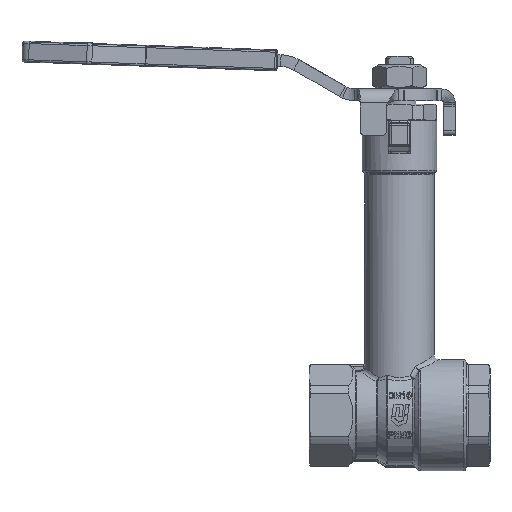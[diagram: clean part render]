
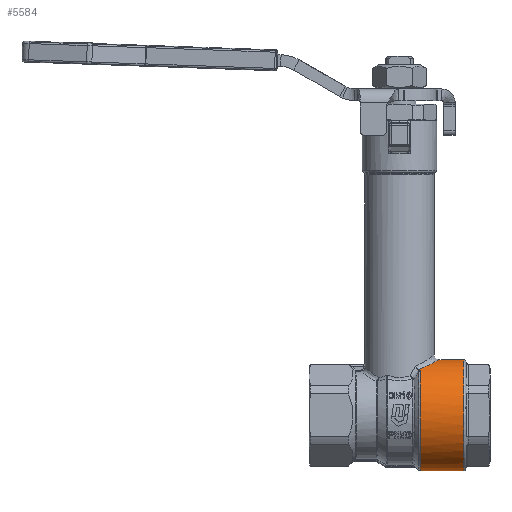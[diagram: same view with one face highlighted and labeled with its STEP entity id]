
A CAD part, front view. The second image highlights one B-rep face of the part: STEP entity #5584.
In plain terms, the highlighted cylindrical face has radius 12 mm (diameter 24 mm), a full revolution.
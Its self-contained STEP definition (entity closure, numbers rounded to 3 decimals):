
#5290=CARTESIAN_POINT('',(13.8,-12.,0.));
#5291=VERTEX_POINT('',#5290);
#5299=CARTESIAN_POINT('',(13.8,-0.,-12.));
#5300=VERTEX_POINT('',#5299);
#5301=CARTESIAN_POINT('',(13.8,-0.,-0.));
#5302=DIRECTION('',(1.,-0.,-0.));
#5303=DIRECTION('',(-0.,-1.,0.));
#5304=AXIS2_PLACEMENT_3D('',#5301,#5302,#5303);
#5305=CIRCLE('',#5304,12.);
#5306=EDGE_CURVE('',#5291,#5300,#5305,.T.);
#5308=CARTESIAN_POINT('',(13.8,12.,-0.));
#5309=VERTEX_POINT('',#5308);
#5310=CARTESIAN_POINT('',(13.8,-0.,-0.));
#5311=DIRECTION('',(1.,-0.,-0.));
#5312=DIRECTION('',(-0.,-1.,0.));
#5313=AXIS2_PLACEMENT_3D('',#5310,#5311,#5312);
#5314=CIRCLE('',#5313,12.);
#5315=EDGE_CURVE('',#5300,#5309,#5314,.T.);
#5317=CARTESIAN_POINT('',(13.8,0.,12.));
#5318=VERTEX_POINT('',#5317);
#5319=CARTESIAN_POINT('',(13.8,-0.,-0.));
#5320=DIRECTION('',(1.,-0.,-0.));
#5321=DIRECTION('',(-0.,-1.,0.));
#5322=AXIS2_PLACEMENT_3D('',#5319,#5320,#5321);
#5323=CIRCLE('',#5322,12.);
#5324=EDGE_CURVE('',#5309,#5318,#5323,.T.);
#5326=CARTESIAN_POINT('',(13.8,-0.,-0.));
#5327=DIRECTION('',(1.,-0.,-0.));
#5328=DIRECTION('',(-0.,-1.,0.));
#5329=AXIS2_PLACEMENT_3D('',#5326,#5327,#5328);
#5330=CIRCLE('',#5329,12.);
#5331=EDGE_CURVE('',#5318,#5291,#5330,.T.);
#5470=CARTESIAN_POINT('',(13.15,-0.,-0.));
#5471=DIRECTION('',(-1.,0.,0.));
#5472=DIRECTION('',(-0.,-0.,-1.));
#5473=AXIS2_PLACEMENT_3D('',#5470,#5471,#5472);
#5474=CYLINDRICAL_SURFACE('',#5473,12.);
#5475=CARTESIAN_POINT('',(4.457,-0.,-12.));
#5476=VERTEX_POINT('',#5475);
#5477=CARTESIAN_POINT('',(4.457,-0.,-12.));
#5478=DIRECTION('',(1.,-0.,-0.));
#5479=VECTOR('',#5478,9.343);
#5480=LINE('',#5477,#5479);
#5481=EDGE_CURVE('',#5476,#5300,#5480,.T.);
#5482=ORIENTED_EDGE('',*,*,#5481,.T.);
#5483=ORIENTED_EDGE('',*,*,#5306,.F.);
#5484=ORIENTED_EDGE('',*,*,#5331,.F.);
#5485=ORIENTED_EDGE('',*,*,#5324,.F.);
#5486=ORIENTED_EDGE('',*,*,#5315,.F.);
#5487=ORIENTED_EDGE('',*,*,#5481,.F.);
#5488=CARTESIAN_POINT('',(4.457,7.444,9.412));
#5489=VERTEX_POINT('',#5488);
#5490=CARTESIAN_POINT('',(4.457,0.,-0.));
#5491=DIRECTION('',(-1.,0.,0.));
#5492=DIRECTION('',(-0.,-0.,-1.));
#5493=AXIS2_PLACEMENT_3D('',#5490,#5491,#5492);
#5494=CIRCLE('',#5493,12.);
#5495=EDGE_CURVE('',#5489,#5476,#5494,.T.);
#5496=ORIENTED_EDGE('',*,*,#5495,.F.);
#5497=CARTESIAN_POINT('',(4.211,6.816,9.877));
#5498=VERTEX_POINT('',#5497);
#5499=CARTESIAN_POINT('',(4.211,6.816,9.877));
#5500=CARTESIAN_POINT('',(4.302,6.901,9.818));
#5501=CARTESIAN_POINT('',(4.363,7.003,9.745));
#5502=CARTESIAN_POINT('',(4.402,7.112,9.666));
#5503=CARTESIAN_POINT('',(4.441,7.22,9.586));
#5504=CARTESIAN_POINT('',(4.457,7.334,9.499));
#5505=CARTESIAN_POINT('',(4.457,7.444,9.412));
#5506=B_SPLINE_CURVE_WITH_KNOTS('',3,(#5499,#5500,#5501,#5502,#5503,#5504,#5505),.UNSPECIFIED.,.F.,.F.,(4,3,4),(0.,0.04,0.081),.UNSPECIFIED.);
#5507=EDGE_CURVE('',#5498,#5489,#5506,.T.);
#5508=ORIENTED_EDGE('',*,*,#5507,.F.);
#5509=CARTESIAN_POINT('',(4.25,6.795,9.891));
#5510=VERTEX_POINT('',#5509);
#5511=CARTESIAN_POINT('',(4.211,6.816,9.877));
#5512=CARTESIAN_POINT('',(4.224,6.809,9.881));
#5513=CARTESIAN_POINT('',(4.237,6.802,9.886));
#5514=CARTESIAN_POINT('',(4.25,6.795,9.891));
#5515=B_SPLINE_CURVE_WITH_KNOTS('',3,(#5511,#5512,#5513,#5514),.UNSPECIFIED.,.F.,.F.,(4,4),(0.,1.),.UNSPECIFIED.);
#5516=EDGE_CURVE('',#5498,#5510,#5515,.T.);
#5517=ORIENTED_EDGE('',*,*,#5516,.T.);
#5518=CARTESIAN_POINT('',(8.499,-0.,12.));
#5519=VERTEX_POINT('',#5518);
#5520=CARTESIAN_POINT('',(8.499,-0.,12.));
#5521=CARTESIAN_POINT('',(8.499,0.712,12.));
#5522=CARTESIAN_POINT('',(8.395,1.42,11.935));
#5523=CARTESIAN_POINT('',(8.193,2.092,11.816));
#5524=CARTESIAN_POINT('',(7.991,2.763,11.697));
#5525=CARTESIAN_POINT('',(7.694,3.402,11.525));
#5526=CARTESIAN_POINT('',(7.318,3.99,11.317));
#5527=CARTESIAN_POINT('',(6.942,4.577,11.11));
#5528=CARTESIAN_POINT('',(6.488,5.114,10.869));
#5529=CARTESIAN_POINT('',(5.973,5.584,10.622));
#5530=CARTESIAN_POINT('',(5.457,6.055,10.374));
#5531=CARTESIAN_POINT('',(4.88,6.46,10.121));
#5532=CARTESIAN_POINT('',(4.25,6.795,9.891));
#5533=B_SPLINE_CURVE_WITH_KNOTS('',3,(#5520,#5521,#5522,#5523,#5524,#5525,#5526,#5527,#5528,#5529,#5530,#5531,#5532),.UNSPECIFIED.,.F.,.F.,(4,3,3,3,4),(-5.49,-5.26,-5.03,-4.8,-4.57),.UNSPECIFIED.);
#5534=EDGE_CURVE('',#5519,#5510,#5533,.T.);
#5535=ORIENTED_EDGE('',*,*,#5534,.F.);
#5536=CARTESIAN_POINT('',(4.25,-6.795,9.891));
#5537=VERTEX_POINT('',#5536);
#5538=CARTESIAN_POINT('',(4.25,-6.795,9.891));
#5539=CARTESIAN_POINT('',(4.881,-6.459,10.122));
#5540=CARTESIAN_POINT('',(5.459,-6.051,10.376));
#5541=CARTESIAN_POINT('',(5.973,-5.582,10.623));
#5542=CARTESIAN_POINT('',(6.488,-5.113,10.869));
#5543=CARTESIAN_POINT('',(6.939,-4.583,11.108));
#5544=CARTESIAN_POINT('',(7.314,-3.998,11.314));
#5545=CARTESIAN_POINT('',(7.688,-3.413,11.521));
#5546=CARTESIAN_POINT('',(7.987,-2.773,11.695));
#5547=CARTESIAN_POINT('',(8.191,-2.097,11.815));
#5548=CARTESIAN_POINT('',(8.292,-1.76,11.875));
#5549=CARTESIAN_POINT('',(8.37,-1.414,11.922));
#5550=CARTESIAN_POINT('',(8.422,-1.063,11.953));
#5551=CARTESIAN_POINT('',(8.473,-0.712,11.984));
#5552=CARTESIAN_POINT('',(8.499,-0.356,12.));
#5553=CARTESIAN_POINT('',(8.499,-0.,12.));
#5554=B_SPLINE_CURVE_WITH_KNOTS('',3,(#5538,#5539,#5540,#5541,#5542,#5543,#5544,#5545,#5546,#5547,#5548,#5549,#5550,#5551,#5552,#5553),.UNSPECIFIED.,.F.,.F.,(4,3,3,3,3,4),(-6.409,-6.179,-5.95,-5.72,-5.605,-5.49),.UNSPECIFIED.);
#5555=EDGE_CURVE('',#5537,#5519,#5554,.T.);
#5556=ORIENTED_EDGE('',*,*,#5555,.F.);
#5557=CARTESIAN_POINT('',(4.211,-6.816,9.877));
#5558=VERTEX_POINT('',#5557);
#5559=CARTESIAN_POINT('',(4.211,-6.816,9.877));
#5560=CARTESIAN_POINT('',(4.224,-6.809,9.881));
#5561=CARTESIAN_POINT('',(4.237,-6.802,9.886));
#5562=CARTESIAN_POINT('',(4.25,-6.795,9.891));
#5563=B_SPLINE_CURVE_WITH_KNOTS('',3,(#5559,#5560,#5561,#5562),.UNSPECIFIED.,.F.,.F.,(4,4),(0.,1.),.UNSPECIFIED.);
#5564=EDGE_CURVE('',#5558,#5537,#5563,.T.);
#5565=ORIENTED_EDGE('',*,*,#5564,.F.);
#5566=CARTESIAN_POINT('',(4.457,-7.444,9.412));
#5567=VERTEX_POINT('',#5566);
#5568=CARTESIAN_POINT('',(4.457,-7.444,9.412));
#5569=CARTESIAN_POINT('',(4.457,-7.224,9.586));
#5570=CARTESIAN_POINT('',(4.392,-6.986,9.759));
#5571=CARTESIAN_POINT('',(4.211,-6.816,9.877));
#5572=B_SPLINE_CURVE_WITH_KNOTS('',3,(#5568,#5569,#5570,#5571),.UNSPECIFIED.,.F.,.F.,(4,4),(0.,0.081),.UNSPECIFIED.);
#5573=EDGE_CURVE('',#5567,#5558,#5572,.T.);
#5574=ORIENTED_EDGE('',*,*,#5573,.F.);
#5575=CARTESIAN_POINT('',(4.457,0.,-0.));
#5576=DIRECTION('',(-1.,0.,0.));
#5577=DIRECTION('',(-0.,-0.,-1.));
#5578=AXIS2_PLACEMENT_3D('',#5575,#5576,#5577);
#5579=CIRCLE('',#5578,12.);
#5580=EDGE_CURVE('',#5476,#5567,#5579,.T.);
#5581=ORIENTED_EDGE('',*,*,#5580,.F.);
#5582=EDGE_LOOP('',(#5482,#5483,#5484,#5485,#5486,#5487,#5496,#5508,#5517,#5535,#5556,#5565,#5574,#5581));
#5583=FACE_BOUND('',#5582,.T.);
#5584=ADVANCED_FACE('',(#5583),#5474,.T.);
